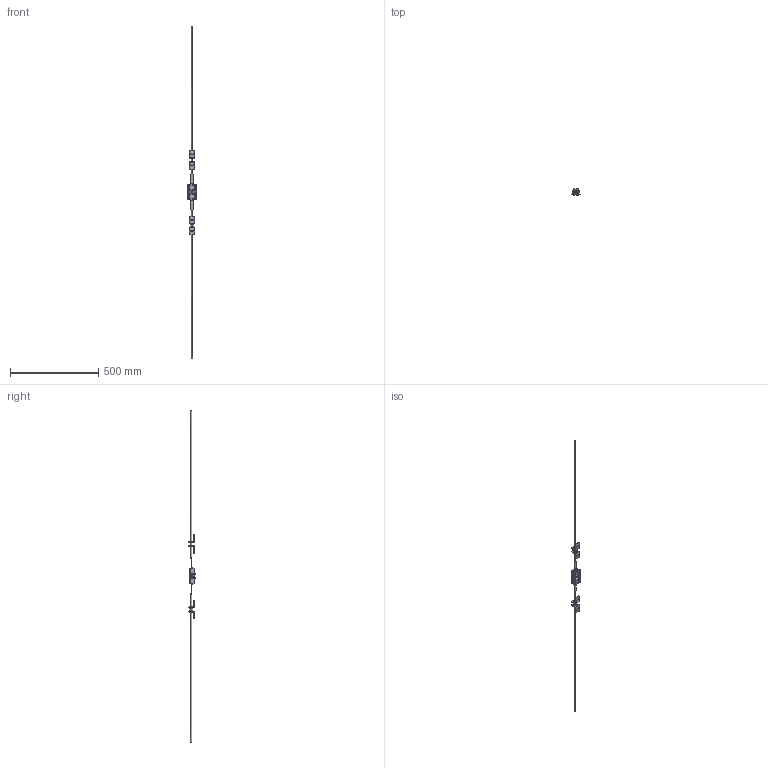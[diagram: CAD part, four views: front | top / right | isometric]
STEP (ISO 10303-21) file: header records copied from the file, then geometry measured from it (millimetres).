
FILE_DESCRIPTION (( 'STEP AP214' ), '1' );
FILE_NAME ('03592-Squeeze Two Point Latch Kit Non Locking Black.STEP', '2018-09-18T04:24:09', ( '' ), ( '' ), 'SwSTEP 2.0', 'SolidWorks 2018', '' );
FILE_SCHEMA (( 'AUTOMOTIVE_DESIGN' ));
Length unit declared in the file: millimetre
Products named in the file (8): 03592-Squeeze Two Point Latch Kit Non Locking Black; 3592 - Rod Guide; 3592 - Formed Encapsulating Washer; 3592 - Actuator Rod; 3592 - Actuator Knob; 9657K329_STEEL COMPRESSION SPRING_9657K329; 3592 - Body; 3592 - Cover
Assembly tree (13 placements, depth 2):
  03592-Squeeze Two Point Latch Kit Non Locking Black
    3592 - Body
    3592 - Actuator Knob  x2
    3592 - Cover
    3592 - Formed Encapsulating Washer  x2
    3592 - Rod Guide  x4
    3592 - Actuator Rod  x2
    9657K329_STEEL COMPRESSION SPRING_9657K329
Bounding box: 51 x 36.87 x 1879.36 mm (x, y, z)
Volume: 156478.3 mm3; surface area: 110487.9 mm2
Topology: 17 solids, 17 shells, 630 faces, 1583 edges, 1032 vertices
Faces by surface type: plane 359, cylinder 148, bspline 123
Entity records: 25661 total; most frequent: CARTESIAN_POINT 14492, ORIENTED_EDGE 2426, DIRECTION 1799, EDGE_CURVE 1213, VECTOR 805, LINE 805, VERTEX_POINT 794, EDGE_LOOP 525
